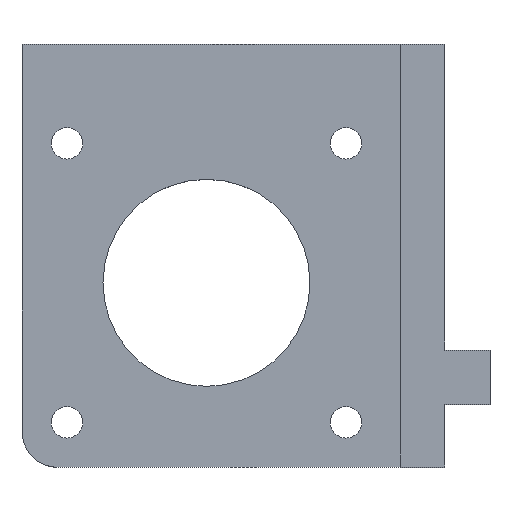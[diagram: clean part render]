
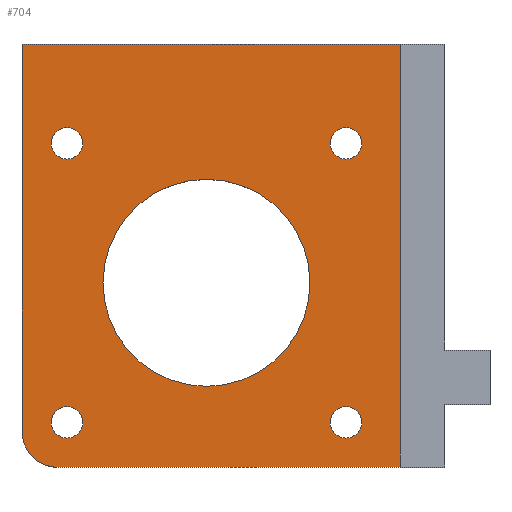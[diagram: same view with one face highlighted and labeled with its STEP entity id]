
A CAD part, top view. The second image highlights one B-rep face of the part: STEP entity #704.
In plain terms, the highlighted planar face has unit normal (0, 0, 1).
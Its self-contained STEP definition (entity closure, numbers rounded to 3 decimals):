
#23=FACE_BOUND('',#137,.T.);
#24=FACE_BOUND('',#138,.T.);
#25=FACE_BOUND('',#139,.T.);
#26=FACE_BOUND('',#140,.T.);
#27=FACE_BOUND('',#141,.T.);
#54=PLANE('',#775);
#91=FACE_OUTER_BOUND('',#136,.T.);
#136=EDGE_LOOP('',(#615,#616,#617,#618,#619));
#137=EDGE_LOOP('',(#620));
#138=EDGE_LOOP('',(#621));
#139=EDGE_LOOP('',(#622));
#140=EDGE_LOOP('',(#623));
#141=EDGE_LOOP('',(#624));
#194=LINE('',#1082,#268);
#201=LINE('',#1095,#275);
#206=LINE('',#1105,#280);
#220=LINE('',#1156,#294);
#268=VECTOR('',#884,10.);
#275=VECTOR('',#893,10.);
#280=VECTOR('',#900,10.);
#294=VECTOR('',#958,10.);
#306=CIRCLE('',#755,4.);
#313=CIRCLE('',#764,11.5);
#314=CIRCLE('',#766,1.75);
#315=CIRCLE('',#768,1.75);
#316=CIRCLE('',#770,1.75);
#317=CIRCLE('',#772,1.75);
#354=VERTEX_POINT('',#1079);
#355=VERTEX_POINT('',#1081);
#360=VERTEX_POINT('',#1093);
#364=VERTEX_POINT('',#1103);
#365=VERTEX_POINT('',#1107);
#374=VERTEX_POINT('',#1129);
#375=VERTEX_POINT('',#1133);
#376=VERTEX_POINT('',#1137);
#377=VERTEX_POINT('',#1141);
#378=VERTEX_POINT('',#1145);
#432=EDGE_CURVE('',#354,#355,#194,.T.);
#439=EDGE_CURVE('',#360,#354,#201,.T.);
#444=EDGE_CURVE('',#364,#360,#206,.T.);
#445=EDGE_CURVE('',#355,#365,#306,.T.);
#457=EDGE_CURVE('',#374,#374,#313,.T.);
#459=EDGE_CURVE('',#375,#375,#314,.T.);
#461=EDGE_CURVE('',#376,#376,#315,.T.);
#463=EDGE_CURVE('',#377,#377,#316,.T.);
#465=EDGE_CURVE('',#378,#378,#317,.T.);
#470=EDGE_CURVE('',#365,#364,#220,.T.);
#615=ORIENTED_EDGE('',*,*,#445,.F.);
#616=ORIENTED_EDGE('',*,*,#432,.F.);
#617=ORIENTED_EDGE('',*,*,#439,.F.);
#618=ORIENTED_EDGE('',*,*,#444,.F.);
#619=ORIENTED_EDGE('',*,*,#470,.F.);
#620=ORIENTED_EDGE('',*,*,#457,.T.);
#621=ORIENTED_EDGE('',*,*,#459,.T.);
#622=ORIENTED_EDGE('',*,*,#461,.T.);
#623=ORIENTED_EDGE('',*,*,#463,.T.);
#624=ORIENTED_EDGE('',*,*,#465,.T.);
#704=ADVANCED_FACE('',(#91,#23,#24,#25,#26,#27),#54,.T.);
#755=AXIS2_PLACEMENT_3D('',#1108,#903,#904);
#764=AXIS2_PLACEMENT_3D('',#1131,#926,#927);
#766=AXIS2_PLACEMENT_3D('',#1135,#931,#932);
#768=AXIS2_PLACEMENT_3D('',#1139,#936,#937);
#770=AXIS2_PLACEMENT_3D('',#1143,#941,#942);
#772=AXIS2_PLACEMENT_3D('',#1147,#946,#947);
#775=AXIS2_PLACEMENT_3D('',#1155,#956,#957);
#884=DIRECTION('',(-1.,0.,0.));
#893=DIRECTION('',(0.,-1.,0.));
#900=DIRECTION('',(1.,0.,0.));
#903=DIRECTION('center_axis',(0.,0.,-1.));
#904=DIRECTION('ref_axis',(-0.707,-0.707,0.));
#926=DIRECTION('center_axis',(0.,0.,-1.));
#927=DIRECTION('ref_axis',(1.,0.,0.));
#931=DIRECTION('center_axis',(0.,0.,-1.));
#932=DIRECTION('ref_axis',(1.,0.,0.));
#936=DIRECTION('center_axis',(0.,0.,-1.));
#937=DIRECTION('ref_axis',(1.,0.,0.));
#941=DIRECTION('center_axis',(0.,0.,-1.));
#942=DIRECTION('ref_axis',(1.,0.,0.));
#946=DIRECTION('center_axis',(0.,0.,-1.));
#947=DIRECTION('ref_axis',(1.,0.,0.));
#956=DIRECTION('center_axis',(0.,0.,1.));
#957=DIRECTION('ref_axis',(0.,1.,0.));
#958=DIRECTION('',(0.,1.,0.));
#1079=CARTESIAN_POINT('',(-5.,0.,42.));
#1081=CARTESIAN_POINT('',(-43.,0.,42.));
#1082=CARTESIAN_POINT('',(-5.,0.,42.));
#1093=CARTESIAN_POINT('',(-5.,47.,42.));
#1095=CARTESIAN_POINT('',(-5.,5.,42.));
#1103=CARTESIAN_POINT('',(-47.,47.,42.));
#1105=CARTESIAN_POINT('',(-47.,47.,42.));
#1107=CARTESIAN_POINT('',(-47.,4.,42.));
#1108=CARTESIAN_POINT('Origin',(-43.,4.,42.));
#1129=CARTESIAN_POINT('',(-38.,20.5,42.));
#1131=CARTESIAN_POINT('Origin',(-26.5,20.5,42.));
#1133=CARTESIAN_POINT('',(-12.75,36.,42.));
#1135=CARTESIAN_POINT('Origin',(-11.,36.,42.));
#1137=CARTESIAN_POINT('',(-43.75,5.,42.));
#1139=CARTESIAN_POINT('Origin',(-42.,5.,42.));
#1141=CARTESIAN_POINT('',(-43.75,36.,42.));
#1143=CARTESIAN_POINT('Origin',(-42.,36.,42.));
#1145=CARTESIAN_POINT('',(-12.75,5.,42.));
#1147=CARTESIAN_POINT('Origin',(-11.,5.,42.));
#1155=CARTESIAN_POINT('Origin',(-5.,0.,42.));
#1156=CARTESIAN_POINT('',(-47.,32.,42.));
